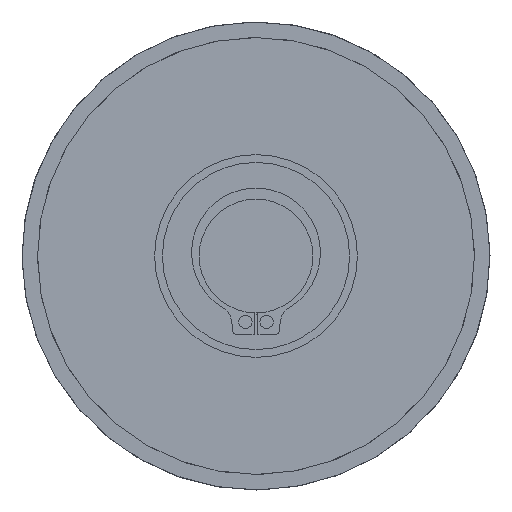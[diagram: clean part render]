
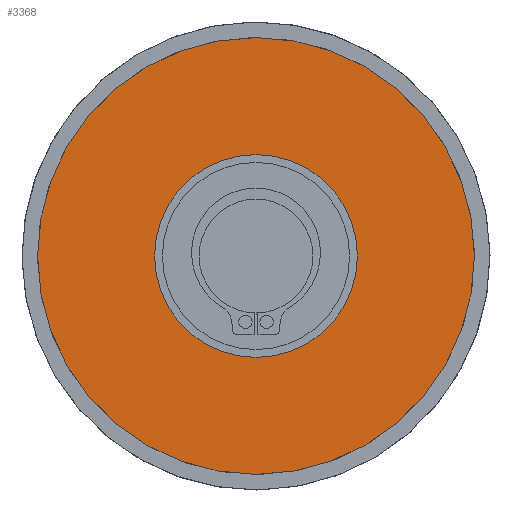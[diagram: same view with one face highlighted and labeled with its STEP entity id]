
A CAD part, front view. The second image highlights one B-rep face of the part: STEP entity #3368.
In plain terms, the highlighted face is planar.
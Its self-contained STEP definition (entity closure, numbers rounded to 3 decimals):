
#587 = EDGE_CURVE ( 'NONE', #3428, #3429, #1685, .T. ) ;
#611 = EDGE_CURVE ( 'NONE', #640, #612, #1668, .T. ) ;
#612 = VERTEX_POINT ( 'NONE', #1663 ) ;
#624 = EDGE_CURVE ( 'NONE', #3429, #3428, #1702, .T. ) ;
#640 = VERTEX_POINT ( 'NONE', #1736 ) ;
#1663 = CARTESIAN_POINT ( 'NONE',  ( 28., 0., 0. ) ) ;
#1664 = DIRECTION ( 'NONE',  ( -1., 0., 0. ) ) ;
#1665 = DIRECTION ( 'NONE',  ( 0., 0., -1. ) ) ;
#1666 = CARTESIAN_POINT ( 'NONE',  ( 0., 0., 0. ) ) ;
#1667 = AXIS2_PLACEMENT_3D ( 'NONE', #1666, #1665, #1664 ) ;
#1668 = CIRCLE ( 'NONE', #1667, 28. ) ;
#1681 = DIRECTION ( 'NONE',  ( -1., 0., 0. ) ) ;
#1682 = DIRECTION ( 'NONE',  ( 0., 0., -1. ) ) ;
#1683 = CARTESIAN_POINT ( 'NONE',  ( 0., 0., 0. ) ) ;
#1684 = AXIS2_PLACEMENT_3D ( 'NONE', #1683, #1682, #1681 ) ;
#1685 = CIRCLE ( 'NONE', #1684, 13. ) ;
#1699 = DIRECTION ( 'NONE',  ( -1., 0., 0. ) ) ;
#1700 = DIRECTION ( 'NONE',  ( 0., 0., -1. ) ) ;
#1701 = AXIS2_PLACEMENT_3D ( 'NONE', #1708, #1700, #1699 ) ;
#1702 = CIRCLE ( 'NONE', #1701, 13. ) ;
#1708 = CARTESIAN_POINT ( 'NONE',  ( 0., 0., 0. ) ) ;
#1736 = CARTESIAN_POINT ( 'NONE',  ( -28., 0., 0. ) ) ;
#2018 = DIRECTION ( 'NONE',  ( -1., 0., 0. ) ) ;
#2019 = DIRECTION ( 'NONE',  ( 0., 0., -1. ) ) ;
#2020 = CARTESIAN_POINT ( 'NONE',  ( 0., 0., 0. ) ) ;
#2021 = AXIS2_PLACEMENT_3D ( 'NONE', #2020, #2019, #2018 ) ;
#2022 = CIRCLE ( 'NONE', #2021, 28. ) ;
#2023 = DIRECTION ( 'NONE',  ( -1., 0., 0. ) ) ;
#2024 = DIRECTION ( 'NONE',  ( 0., 0., -1. ) ) ;
#2025 = CARTESIAN_POINT ( 'NONE',  ( 13., 0., 0. ) ) ;
#2026 = AXIS2_PLACEMENT_3D ( 'NONE', #2025, #2024, #2023 ) ;
#2027 = PLANE ( 'NONE',  #2026 ) ;
#2028 = FACE_BOUND ( 'NONE', #3372, .T. ) ;
#2029 = FACE_OUTER_BOUND ( 'NONE', #3369, .T. ) ;
#2124 = CARTESIAN_POINT ( 'NONE',  ( 13., 0., 0. ) ) ;
#2125 = CARTESIAN_POINT ( 'NONE',  ( -13., 0., 0. ) ) ;
#3361 = ORIENTED_EDGE ( 'NONE', *, *, #587, .T. ) ;
#3365 = ORIENTED_EDGE ( 'NONE', *, *, #624, .T. ) ;
#3366 = ORIENTED_EDGE ( 'NONE', *, *, #611, .F. ) ;
#3367 = ORIENTED_EDGE ( 'NONE', *, *, #3371, .F. ) ;
#3368 = ADVANCED_FACE ( 'NONE', ( #2029, #2028 ), #2027, .F. ) ;
#3369 = EDGE_LOOP ( 'NONE', ( #3366, #3367 ) ) ;
#3371 = EDGE_CURVE ( 'NONE', #612, #640, #2022, .T. ) ;
#3372 = EDGE_LOOP ( 'NONE', ( #3361, #3365 ) ) ;
#3428 = VERTEX_POINT ( 'NONE', #2125 ) ;
#3429 = VERTEX_POINT ( 'NONE', #2124 ) ;
